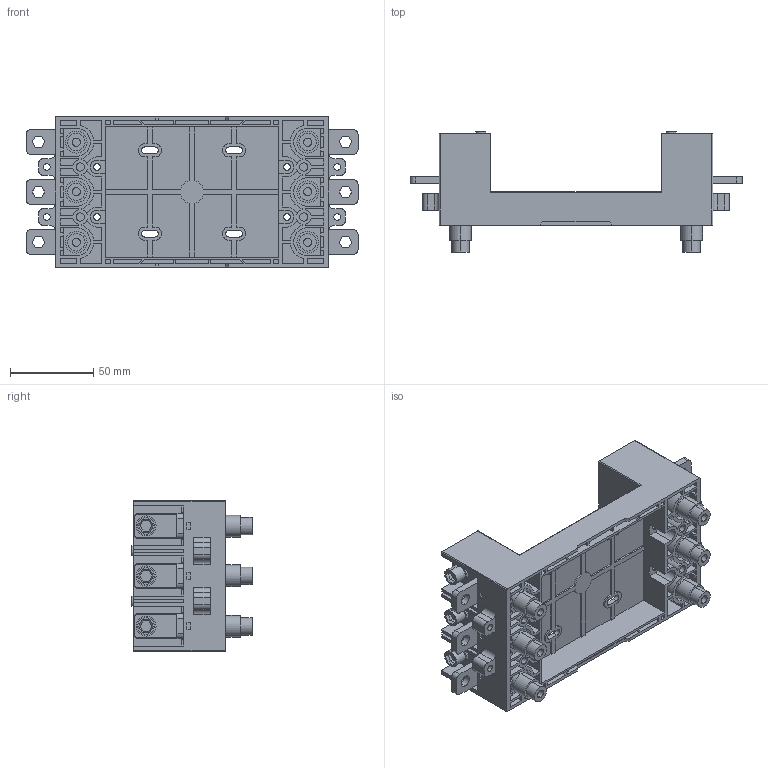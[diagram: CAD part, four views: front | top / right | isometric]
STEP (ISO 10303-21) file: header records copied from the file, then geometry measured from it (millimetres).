
FILE_DESCRIPTION (( 'STEP AP203' ), '1' );
FILE_NAME ('mccb-1etu-pin13f-125A Ïàíåëü âòû÷íàÿ AV POWER-1-3etu, 125A ïåðåäíåãî ïðèñîåä. PID-1-3F EKF Averes.STEP', '2024-10-09T10:38:56', ( '' ), ( '' ), 'SwSTEP 2.0', 'SolidWorks 2021', '' );
FILE_SCHEMA (( 'CONFIG_CONTROL_DESIGN' ));
Length unit declared in the file: millimetre
Products named in the file (1): mccb-1etu-pin13f-125A Ïàíåëü âòû÷íàÿ AV POWER-1-3etu, 125A ïåðåäíåãî ïðèñîåä. PID-1-3F EKF Averes
Bounding box: 199 x 72.1 x 90 mm (x, y, z)
Volume: 254339.3 mm3; surface area: 136457.3 mm2
Topology: 31 solids, 31 shells, 1203 faces, 3026 edges, 1990 vertices
Faces by surface type: plane 845, cylinder 340, torus 12, cone 6
Entity records: 35975 total; most frequent: CARTESIAN_POINT 6232, DIRECTION 6120, ORIENTED_EDGE 6052, EDGE_CURVE 3026, LINE 2332, VECTOR 2332, VERTEX_POINT 1990, AXIS2_PLACEMENT_3D 1894
